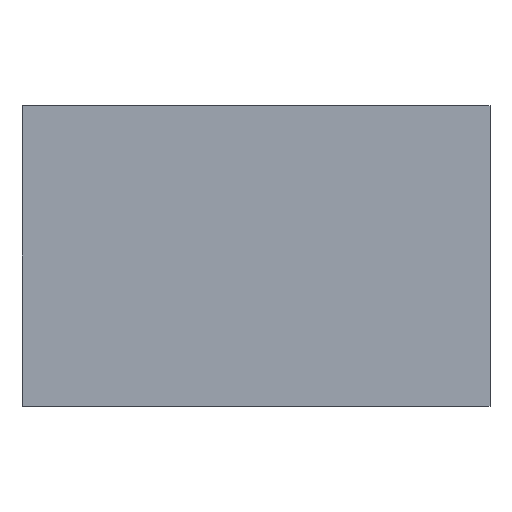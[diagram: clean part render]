
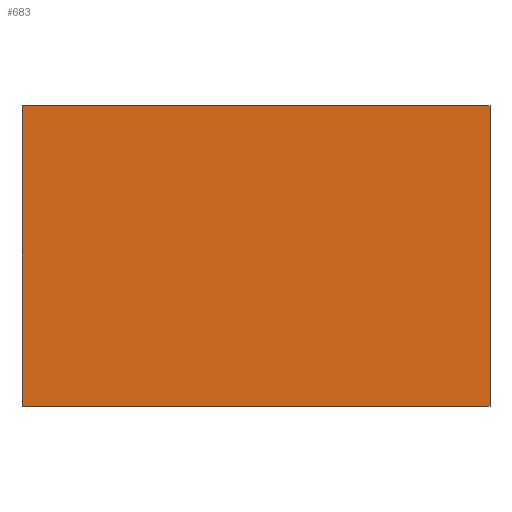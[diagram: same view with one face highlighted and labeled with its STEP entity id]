
A CAD part, front view. The second image highlights one B-rep face of the part: STEP entity #683.
In plain terms, the highlighted planar face has unit normal (0, -1, 0).
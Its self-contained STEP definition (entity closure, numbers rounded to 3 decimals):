
#1 = VERTEX_POINT ( 'NONE', #304 ) ;
#23 = EDGE_CURVE ( 'NONE', #1, #890, #300, .T. ) ;
#29 = EDGE_CURVE ( 'NONE', #573, #615, #862, .T. ) ;
#54 = FACE_OUTER_BOUND ( 'NONE', #223, .T. ) ;
#59 = ORIENTED_EDGE ( 'NONE', *, *, #29, .F. ) ;
#84 = VECTOR ( 'NONE', #233, 1000. ) ;
#111 = CARTESIAN_POINT ( 'NONE',  ( -56., 0., 1. ) ) ;
#141 = CARTESIAN_POINT ( 'NONE',  ( -56., 0., -32. ) ) ;
#208 = ORIENTED_EDGE ( 'NONE', *, *, #211, .F. ) ;
#211 = EDGE_CURVE ( 'NONE', #890, #573, #341, .T. ) ;
#223 = EDGE_LOOP ( 'NONE', ( #455, #697, #59, #208 ) ) ;
#233 = DIRECTION ( 'NONE',  ( 0., 0., -1. ) ) ;
#246 = DIRECTION ( 'NONE',  ( -1., 0., 0. ) ) ;
#271 = PLANE ( 'NONE',  #625 ) ;
#300 = LINE ( 'NONE', #141, #474 ) ;
#304 = CARTESIAN_POINT ( 'NONE',  ( -56., 0., -35. ) ) ;
#312 = LINE ( 'NONE', #874, #756 ) ;
#331 = CARTESIAN_POINT ( 'NONE',  ( 0., 0., -35. ) ) ;
#341 = LINE ( 'NONE', #695, #480 ) ;
#344 = DIRECTION ( 'NONE',  ( 0., 0., 1. ) ) ;
#421 = CARTESIAN_POINT ( 'NONE',  ( 0., 0., -32. ) ) ;
#455 = ORIENTED_EDGE ( 'NONE', *, *, #23, .F. ) ;
#474 = VECTOR ( 'NONE', #344, 1000. ) ;
#480 = VECTOR ( 'NONE', #773, 1000. ) ;
#573 = VERTEX_POINT ( 'NONE', #675 ) ;
#602 = EDGE_CURVE ( 'NONE', #615, #1, #312, .T. ) ;
#615 = VERTEX_POINT ( 'NONE', #331 ) ;
#625 = AXIS2_PLACEMENT_3D ( 'NONE', #887, #901, #758 ) ;
#675 = CARTESIAN_POINT ( 'NONE',  ( 0., 0., 1. ) ) ;
#683 = ADVANCED_FACE ( 'NONE', ( #54 ), #271, .F. ) ;
#695 = CARTESIAN_POINT ( 'NONE',  ( -56., 0., 1. ) ) ;
#697 = ORIENTED_EDGE ( 'NONE', *, *, #602, .F. ) ;
#756 = VECTOR ( 'NONE', #246, 1000. ) ;
#758 = DIRECTION ( 'NONE',  ( 0., 0., 1. ) ) ;
#773 = DIRECTION ( 'NONE',  ( 1., 0., 0. ) ) ;
#862 = LINE ( 'NONE', #421, #84 ) ;
#874 = CARTESIAN_POINT ( 'NONE',  ( -56., 0., -35. ) ) ;
#887 = CARTESIAN_POINT ( 'NONE',  ( 0., 0., 0. ) ) ;
#890 = VERTEX_POINT ( 'NONE', #111 ) ;
#901 = DIRECTION ( 'NONE',  ( 0., 1., 0. ) ) ;
